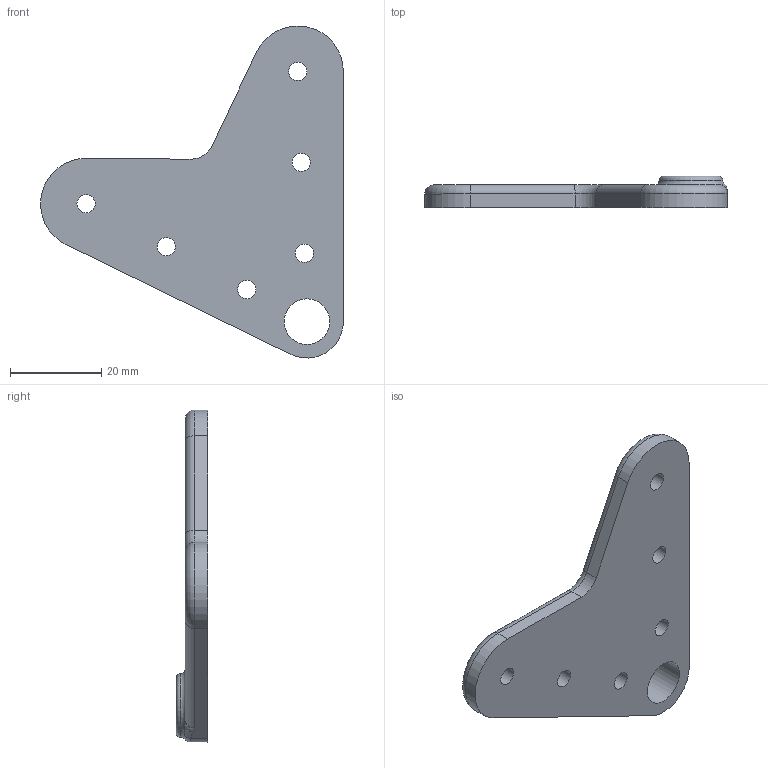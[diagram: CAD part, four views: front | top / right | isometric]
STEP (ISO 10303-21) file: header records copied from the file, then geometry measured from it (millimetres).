
FILE_DESCRIPTION( ( '' ), ' ' );
FILE_NAME( '5bb705a235dee214c5ffec8d.step', '2018-10-05T06:33:07', ( '' ), ( '' ), ' ', ' ', ' ' );
FILE_SCHEMA( ( 'AUTOMOTIVE_DESIGN { 1 0 10303 214 1 1 1 1 }' ) );
Length unit declared in the file: metre
Products named in the file (1): AilBrk_L
Bounding box: 66.5 x 7 x 72.94 mm (x, y, z)
Volume: 12902.6 mm3; surface area: 6791.1 mm2
Topology: 1 solids, 1 shells, 30 faces, 72 edges, 44 vertices
Faces by surface type: cylinder 15, plane 7, torus 6, bspline 2
Full cylindrical faces by diameter (mm): 4 x6, 10 x1
Entity records: 1192 total; most frequent: CARTESIAN_POINT 228, DIRECTION 156, ORIENTED_EDGE 126, AXIS2_PLACEMENT_3D 68, EDGE_CURVE 63, EDGE_LOOP 53, VERTEX_POINT 44, FACE_OUTER_BOUND 39
